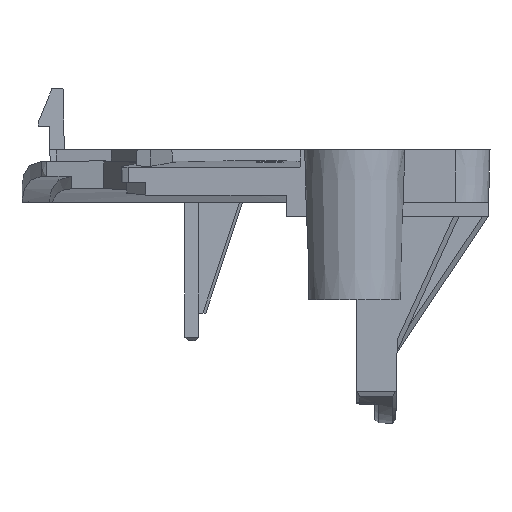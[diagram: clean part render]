
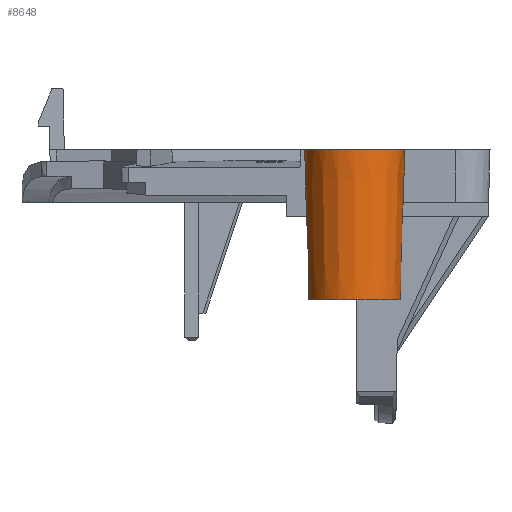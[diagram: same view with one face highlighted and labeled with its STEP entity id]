
A CAD part, left-side view. The second image highlights one B-rep face of the part: STEP entity #8648.
In plain terms, the highlighted conical face has half-angle 1.5 degrees and reference radius 3.327 mm.
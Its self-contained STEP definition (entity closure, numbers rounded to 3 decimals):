
#102=(
BOUNDED_CURVE()
B_SPLINE_CURVE(2,(#16047,#16048,#16049),.UNSPECIFIED.,.F.,.F.)
B_SPLINE_CURVE_WITH_KNOTS((3,3),(132.846,133.065),
 .UNSPECIFIED.)
CURVE()
GEOMETRIC_REPRESENTATION_ITEM()
RATIONAL_B_SPLINE_CURVE((1.,1.,1.))
REPRESENTATION_ITEM('')
);
#124=(
BOUNDED_CURVE()
B_SPLINE_CURVE(2,(#16965,#16966,#16967),.UNSPECIFIED.,.F.,.F.)
B_SPLINE_CURVE_WITH_KNOTS((3,3),(155.193,155.895),
 .UNSPECIFIED.)
CURVE()
GEOMETRIC_REPRESENTATION_ITEM()
RATIONAL_B_SPLINE_CURVE((1.,1.,1.))
REPRESENTATION_ITEM('')
);
#186=CONICAL_SURFACE('',#9249,3.327,0.026);
#491=CIRCLE('',#8832,3.611);
#492=CIRCLE('',#8833,3.611);
#563=CIRCLE('',#9135,3.327);
#564=CIRCLE('',#9137,3.512);
#567=CIRCLE('',#9142,3.485);
#957=FACE_OUTER_BOUND('',#1427,.T.);
#1427=EDGE_LOOP('',(#7545,#7546,#7547,#7548,#7549,#7550,#7551,#7552,#7553,
#7554));
#2313=LINE('',#16962,#3173);
#2314=LINE('',#16964,#3174);
#3173=VECTOR('',#11149,10.);
#3174=VECTOR('',#11152,3.327);
#3498=VERTEX_POINT('',#12193);
#3499=VERTEX_POINT('',#12195);
#3500=VERTEX_POINT('',#12197);
#3966=VERTEX_POINT('',#16033);
#3967=VERTEX_POINT('',#16036);
#3968=VERTEX_POINT('',#16037);
#3971=VERTEX_POINT('',#16046);
#3973=VERTEX_POINT('',#16055);
#4392=EDGE_CURVE('',#3498,#3499,#491,.F.);
#4393=EDGE_CURVE('',#3499,#3500,#492,.F.);
#5093=EDGE_CURVE('',#3966,#3966,#563,.T.);
#5094=EDGE_CURVE('',#3967,#3968,#564,.F.);
#5099=EDGE_CURVE('',#3971,#3968,#102,.T.);
#5103=EDGE_CURVE('',#3973,#3971,#567,.F.);
#5285=EDGE_CURVE('',#3500,#3967,#2313,.T.);
#5286=EDGE_CURVE('',#3966,#3499,#2314,.T.);
#5287=EDGE_CURVE('',#3498,#3973,#124,.F.);
#7545=ORIENTED_EDGE('',*,*,#5093,.F.);
#7546=ORIENTED_EDGE('',*,*,#5286,.T.);
#7547=ORIENTED_EDGE('',*,*,#4392,.F.);
#7548=ORIENTED_EDGE('',*,*,#5287,.T.);
#7549=ORIENTED_EDGE('',*,*,#5103,.T.);
#7550=ORIENTED_EDGE('',*,*,#5099,.T.);
#7551=ORIENTED_EDGE('',*,*,#5094,.F.);
#7552=ORIENTED_EDGE('',*,*,#5285,.F.);
#7553=ORIENTED_EDGE('',*,*,#4393,.F.);
#7554=ORIENTED_EDGE('',*,*,#5286,.F.);
#8648=ADVANCED_FACE('',(#957),#186,.T.);
#8832=AXIS2_PLACEMENT_3D('',#12196,#9761,#9762);
#8833=AXIS2_PLACEMENT_3D('',#12198,#9763,#9764);
#9135=AXIS2_PLACEMENT_3D('',#16034,#10813,#10814);
#9137=AXIS2_PLACEMENT_3D('',#16038,#10817,#10818);
#9142=AXIS2_PLACEMENT_3D('',#16056,#10832,#10833);
#9249=AXIS2_PLACEMENT_3D('',#16963,#11150,#11151);
#9761=DIRECTION('center_axis',(0.,0.,-1.));
#9762=DIRECTION('ref_axis',(1.,0.,0.));
#9763=DIRECTION('center_axis',(0.,0.,-1.));
#9764=DIRECTION('ref_axis',(1.,0.,0.));
#10813=DIRECTION('center_axis',(0.,0.,-1.));
#10814=DIRECTION('ref_axis',(1.,0.,0.));
#10817=DIRECTION('center_axis',(0.,0.,-1.));
#10818=DIRECTION('ref_axis',(1.,0.,0.));
#10832=DIRECTION('center_axis',(0.,0.,1.));
#10833=DIRECTION('ref_axis',(1.,0.,0.));
#11149=DIRECTION('',(0.,0.026,-1.));
#11150=DIRECTION('center_axis',(0.,0.,1.));
#11151=DIRECTION('ref_axis',(1.,0.,0.));
#11152=DIRECTION('',(-0.026,0.,1.));
#12193=CARTESIAN_POINT('',(-59.415,9.861,-0.82));
#12195=CARTESIAN_POINT('',(-63.081,6.25,-0.82));
#12196=CARTESIAN_POINT('Origin',(-59.47,6.25,-0.82));
#12197=CARTESIAN_POINT('',(-59.47,2.639,-0.82));
#12198=CARTESIAN_POINT('Origin',(-59.47,6.25,-0.82));
#16033=CARTESIAN_POINT('',(-62.797,6.25,-11.67));
#16034=CARTESIAN_POINT('Origin',(-59.47,6.25,-11.67));
#16036=CARTESIAN_POINT('',(-59.47,2.738,-4.62));
#16037=CARTESIAN_POINT('',(-55.998,6.774,-4.62));
#16038=CARTESIAN_POINT('Origin',(-59.47,6.25,-4.62));
#16046=CARTESIAN_POINT('',(-56.028,6.8,-5.62));
#16047=CARTESIAN_POINT('Ctrl Pts',(-56.028,6.8,-5.62));
#16048=CARTESIAN_POINT('Ctrl Pts',(-56.013,6.787,-5.122));
#16049=CARTESIAN_POINT('Ctrl Pts',(-55.998,6.774,-4.62));
#16055=CARTESIAN_POINT('',(-59.416,9.735,-5.62));
#16056=CARTESIAN_POINT('Origin',(-59.47,6.25,-5.62));
#16962=CARTESIAN_POINT('',(-59.47,2.923,-11.67));
#16963=CARTESIAN_POINT('Origin',(-59.47,6.25,-11.67));
#16964=CARTESIAN_POINT('',(-62.797,6.25,-11.67));
#16965=CARTESIAN_POINT('Ctrl Pts',(-59.416,9.735,-5.62));
#16966=CARTESIAN_POINT('Ctrl Pts',(-59.416,9.797,-3.241));
#16967=CARTESIAN_POINT('Ctrl Pts',(-59.415,9.861,-0.82));
